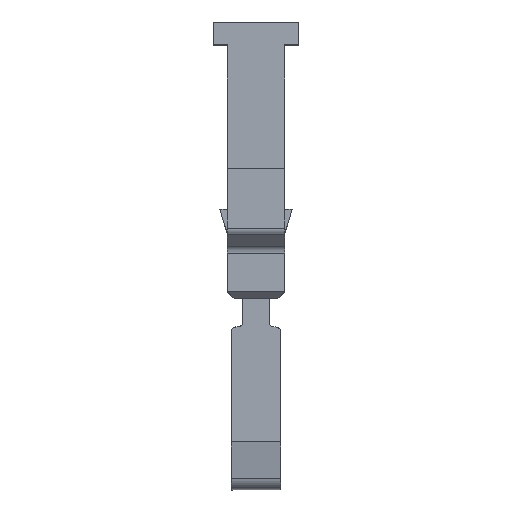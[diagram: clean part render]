
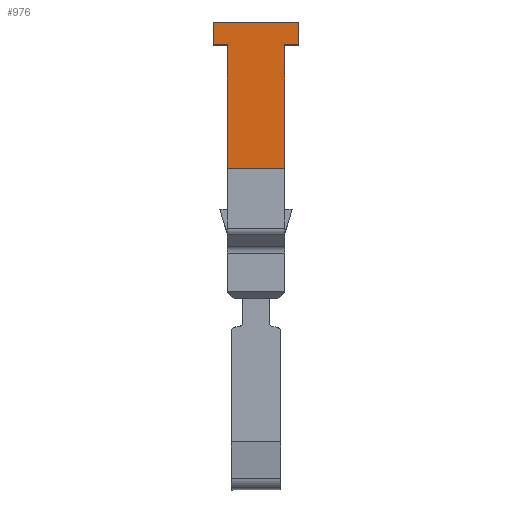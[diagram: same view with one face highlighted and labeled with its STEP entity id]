
A CAD part, top view. The second image highlights one B-rep face of the part: STEP entity #976.
In plain terms, the highlighted planar face has unit normal (0, 0, 1).
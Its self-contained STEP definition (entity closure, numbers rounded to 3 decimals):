
#29 = CARTESIAN_POINT ( 'NONE',  ( 108.478, 250.31, 55.407 ) ) ;
#343 = EDGE_LOOP ( 'NONE', ( #1291, #1310, #1306, #1286, #1297, #1283, #1299, #1277 ) ) ;
#389 = VERTEX_POINT ( 'NONE', #29 ) ;
#427 = VERTEX_POINT ( 'NONE', #1826 ) ;
#431 = VERTEX_POINT ( 'NONE', #1830 ) ;
#433 = VERTEX_POINT ( 'NONE', #1848 ) ;
#453 = VERTEX_POINT ( 'NONE', #1825 ) ;
#454 = VERTEX_POINT ( 'NONE', #1731 ) ;
#662 = EDGE_CURVE ( 'NONE', #431, #1329, #3128, .T. ) ;
#678 = EDGE_CURVE ( 'NONE', #453, #431, #1037, .T. ) ;
#704 = EDGE_CURVE ( 'NONE', #454, #427, #1119, .T. ) ;
#710 = EDGE_CURVE ( 'NONE', #427, #1141, #1468, .T. ) ;
#724 = EDGE_CURVE ( 'NONE', #433, #389, #1524, .T. ) ;
#730 = EDGE_CURVE ( 'NONE', #433, #454, #1497, .T. ) ;
#751 = EDGE_CURVE ( 'NONE', #453, #389, #1548, .T. ) ;
#768 = EDGE_CURVE ( 'NONE', #1141, #1329, #1606, .T. ) ;
#976 = ADVANCED_FACE ( 'NONE', ( #2623 ), #2580, .T. ) ;
#1037 = LINE ( 'NONE', #1062, #2738 ) ;
#1047 = DIRECTION ( 'NONE',  ( 0., -1., 0. ) ) ;
#1062 = CARTESIAN_POINT ( 'NONE',  ( 112.978, 249.11, 55.407 ) ) ;
#1114 = CARTESIAN_POINT ( 'NONE',  ( 109.228, 239.51, 55.407 ) ) ;
#1119 = LINE ( 'NONE', #1114, #2745 ) ;
#1131 = DIRECTION ( 'NONE',  ( 0., -1., 0. ) ) ;
#1141 = VERTEX_POINT ( 'NONE', #2433 ) ;
#1277 = ORIENTED_EDGE ( 'NONE', *, *, #730, .T. ) ;
#1283 = ORIENTED_EDGE ( 'NONE', *, *, #751, .T. ) ;
#1286 = ORIENTED_EDGE ( 'NONE', *, *, #662, .F. ) ;
#1291 = ORIENTED_EDGE ( 'NONE', *, *, #704, .T. ) ;
#1297 = ORIENTED_EDGE ( 'NONE', *, *, #678, .F. ) ;
#1299 = ORIENTED_EDGE ( 'NONE', *, *, #724, .F. ) ;
#1306 = ORIENTED_EDGE ( 'NONE', *, *, #768, .T. ) ;
#1310 = ORIENTED_EDGE ( 'NONE', *, *, #710, .T. ) ;
#1329 = VERTEX_POINT ( 'NONE', #1362 ) ;
#1362 = CARTESIAN_POINT ( 'NONE',  ( 112.228, 249.11, 55.407 ) ) ;
#1461 = DIRECTION ( 'NONE',  ( 1., 0., 0. ) ) ;
#1468 = LINE ( 'NONE', #1471, #2772 ) ;
#1471 = CARTESIAN_POINT ( 'NONE',  ( 86.903, 242.644, 55.407 ) ) ;
#1494 = CARTESIAN_POINT ( 'NONE',  ( 108.478, 249.11, 55.407 ) ) ;
#1496 = DIRECTION ( 'NONE',  ( 0., 1., 0. ) ) ;
#1497 = LINE ( 'NONE', #1518, #2802 ) ;
#1518 = CARTESIAN_POINT ( 'NONE',  ( 86.903, 249.11, 55.407 ) ) ;
#1524 = LINE ( 'NONE', #1494, #2774 ) ;
#1530 = DIRECTION ( 'NONE',  ( 1., 0., 0. ) ) ;
#1548 = LINE ( 'NONE', #1558, #2828 ) ;
#1558 = CARTESIAN_POINT ( 'NONE',  ( 86.903, 250.31, 55.407 ) ) ;
#1565 = DIRECTION ( 'NONE',  ( -1., 0., 0. ) ) ;
#1606 = LINE ( 'NONE', #1622, #2872 ) ;
#1611 = DIRECTION ( 'NONE',  ( 0., 1., 0. ) ) ;
#1622 = CARTESIAN_POINT ( 'NONE',  ( 112.228, 249.11, 55.407 ) ) ;
#1731 = CARTESIAN_POINT ( 'NONE',  ( 109.228, 249.11, 55.407 ) ) ;
#1825 = CARTESIAN_POINT ( 'NONE',  ( 112.978, 250.31, 55.407 ) ) ;
#1826 = CARTESIAN_POINT ( 'NONE',  ( 109.228, 242.644, 55.407 ) ) ;
#1830 = CARTESIAN_POINT ( 'NONE',  ( 112.978, 249.11, 55.407 ) ) ;
#1848 = CARTESIAN_POINT ( 'NONE',  ( 108.478, 249.11, 55.407 ) ) ;
#2433 = CARTESIAN_POINT ( 'NONE',  ( 112.228, 242.644, 55.407 ) ) ;
#2580 = PLANE ( 'NONE',  #3082 ) ;
#2602 = CARTESIAN_POINT ( 'NONE',  ( 86.903, 249.11, 55.407 ) ) ;
#2603 = DIRECTION ( 'NONE',  ( 0., 0., 1. ) ) ;
#2604 = DIRECTION ( 'NONE',  ( 1., 0., 0. ) ) ;
#2623 = FACE_OUTER_BOUND ( 'NONE', #343, .T. ) ;
#2723 = VECTOR ( 'NONE', #3126, 1000. ) ;
#2738 = VECTOR ( 'NONE', #1047, 1000. ) ;
#2745 = VECTOR ( 'NONE', #1131, 1000. ) ;
#2772 = VECTOR ( 'NONE', #1461, 1000. ) ;
#2774 = VECTOR ( 'NONE', #1496, 1000. ) ;
#2802 = VECTOR ( 'NONE', #1530, 1000. ) ;
#2828 = VECTOR ( 'NONE', #1565, 1000. ) ;
#2872 = VECTOR ( 'NONE', #1611, 1000. ) ;
#3082 = AXIS2_PLACEMENT_3D ( 'NONE', #2602, #2603, #2604 ) ;
#3125 = CARTESIAN_POINT ( 'NONE',  ( 112.728, 249.11, 55.407 ) ) ;
#3126 = DIRECTION ( 'NONE',  ( -1., 0., 0. ) ) ;
#3128 = LINE ( 'NONE', #3125, #2723 ) ;
